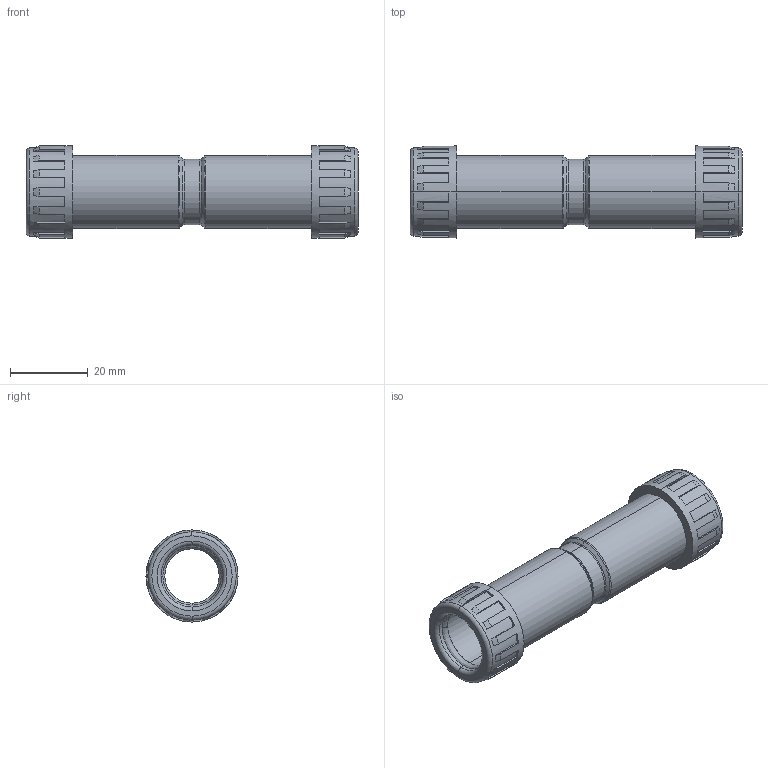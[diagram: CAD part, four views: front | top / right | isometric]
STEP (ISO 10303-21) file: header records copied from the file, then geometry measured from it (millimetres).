
FILE_DESCRIPTION (( 'STEP AP214' ), '1' );
FILE_NAME ('CTA10D-MS16-K41-050 - Ìóôòà òðóáà-òðóáà MS16 IP65.STEP', '2016-06-21T08:31:33', ( '' ), ( '' ), 'SwSTEP 2.0', 'SolidWorks 2014', '' );
FILE_SCHEMA (( 'AUTOMOTIVE_DESIGN' ));
Length unit declared in the file: millimetre
Products named in the file (1): CTA10D-MS16-K41-050 - Ìóôòà òðóáà-òðóáà MS16 IP65
Bounding box: 85.5 x 23.7 x 23.7 mm (x, y, z)
Volume: 9958.6 mm3; surface area: 11242.6 mm2
Topology: 1 solids, 5 shells, 200 faces, 524 edges, 336 vertices
Faces by surface type: plane 102, cone 38, cylinder 32, torus 24, bspline 4
Entity records: 6380 total; most frequent: CARTESIAN_POINT 1313, DIRECTION 1094, ORIENTED_EDGE 1048, EDGE_CURVE 524, AXIS2_PLACEMENT_3D 437, VERTEX_POINT 336, CIRCLE 240, LINE 220
